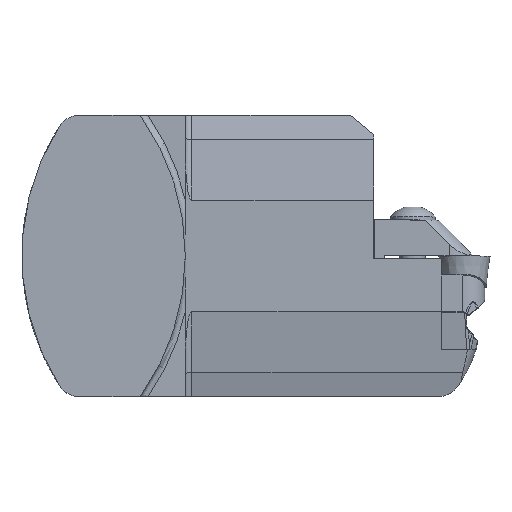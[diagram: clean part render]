
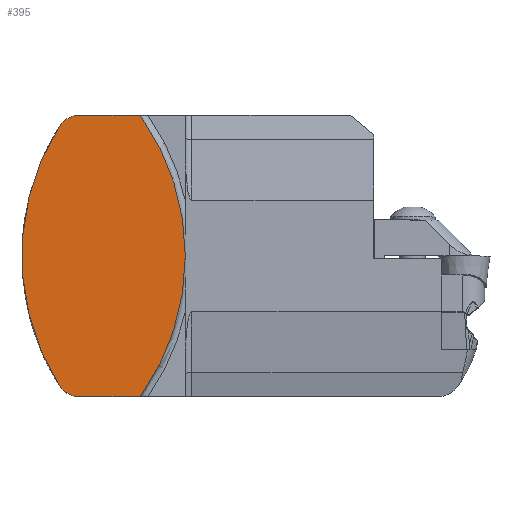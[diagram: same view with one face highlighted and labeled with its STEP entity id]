
A CAD part, top view. The second image highlights one B-rep face of the part: STEP entity #395.
In plain terms, the highlighted planar face has unit normal (0, 0, 1).
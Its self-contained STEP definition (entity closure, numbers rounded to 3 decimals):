
#308=CIRCLE('',#2313,60.25);
#309=CIRCLE('',#2320,60.25);
#311=CIRCLE('',#2323,6.);
#312=CIRCLE('',#2326,6.);
#395=ADVANCED_FACE('',(#576),#509,.T.);
#509=PLANE('',#2373);
#576=FACE_OUTER_BOUND('',#696,.T.);
#696=EDGE_LOOP('',(#994,#995,#996,#997,#998,#999));
#994=ORIENTED_EDGE('',*,*,#1633,.F.);
#995=ORIENTED_EDGE('',*,*,#1660,.F.);
#996=ORIENTED_EDGE('',*,*,#1642,.T.);
#997=ORIENTED_EDGE('',*,*,#1664,.F.);
#998=ORIENTED_EDGE('',*,*,#1652,.T.);
#999=ORIENTED_EDGE('',*,*,#1662,.F.);
#1433=VERTEX_POINT('',#3152);
#1434=VERTEX_POINT('',#3154);
#1442=VERTEX_POINT('',#3190);
#1443=VERTEX_POINT('',#3191);
#1452=VERTEX_POINT('',#3229);
#1453=VERTEX_POINT('',#3230);
#1633=EDGE_CURVE('',#1433,#1434,#1947,.T.);
#1642=EDGE_CURVE('',#1442,#1443,#1954,.T.);
#1652=EDGE_CURVE('',#1452,#1453,#308,.T.);
#1660=EDGE_CURVE('',#1442,#1433,#309,.T.);
#1662=EDGE_CURVE('',#1434,#1453,#311,.T.);
#1664=EDGE_CURVE('',#1452,#1443,#312,.T.);
#1947=LINE('',#3153,#2091);
#1954=LINE('',#3189,#2098);
#2091=VECTOR('',#2552,1.);
#2098=VECTOR('',#2563,1.);
#2313=AXIS2_PLACEMENT_3D('',#3228,#2575,#2576);
#2320=AXIS2_PLACEMENT_3D('',#3245,#2591,#2592);
#2323=AXIS2_PLACEMENT_3D('',#3248,#2597,#2598);
#2326=AXIS2_PLACEMENT_3D('',#3251,#2603,#2604);
#2373=AXIS2_PLACEMENT_3D('',#3412,#2745,#2746);
#2552=DIRECTION('',(-1.,0.,0.));
#2563=DIRECTION('',(-1.,0.,0.));
#2575=DIRECTION('',(0.,0.,1.));
#2576=DIRECTION('',(1.,0.,0.));
#2591=DIRECTION('',(0.,0.,-1.));
#2592=DIRECTION('',(1.,0.,0.));
#2597=DIRECTION('',(0.,0.,-1.));
#2598=DIRECTION('',(1.,0.,0.));
#2603=DIRECTION('',(0.,0.,-1.));
#2604=DIRECTION('',(1.,0.,0.));
#2745=DIRECTION('',(0.,0.,1.));
#2746=DIRECTION('',(1.,0.,0.));
#3152=CARTESIAN_POINT('',(9.041,-35.,0.));
#3153=CARTESIAN_POINT('',(87.06,-35.,0.));
#3154=CARTESIAN_POINT('',(-5.998,-35.,0.));
#3189=CARTESIAN_POINT('',(87.06,35.,0.));
#3190=CARTESIAN_POINT('',(9.041,35.,0.));
#3191=CARTESIAN_POINT('',(-5.998,35.,0.));
#3228=CARTESIAN_POINT('',(39.85,0.,0.));
#3229=CARTESIAN_POINT('',(-11.069,32.207,0.));
#3230=CARTESIAN_POINT('',(-11.069,-32.207,0.));
#3245=CARTESIAN_POINT('',(-40.,0.,0.));
#3248=CARTESIAN_POINT('',(-5.998,-29.,0.));
#3251=CARTESIAN_POINT('',(-5.998,29.,0.));
#3412=CARTESIAN_POINT('',(0.,0.,0.));
